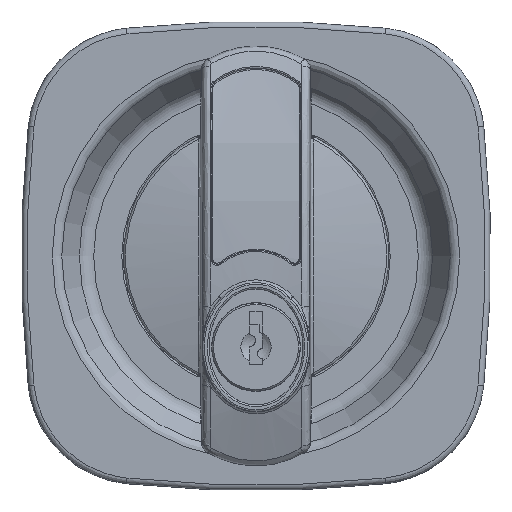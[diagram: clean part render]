
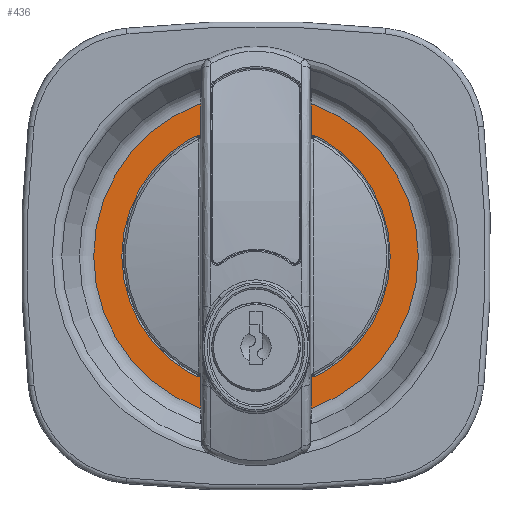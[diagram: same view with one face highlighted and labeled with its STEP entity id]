
A CAD part, top view. The second image highlights one B-rep face of the part: STEP entity #436.
In plain terms, the highlighted planar face has unit normal (0, 0, 1).
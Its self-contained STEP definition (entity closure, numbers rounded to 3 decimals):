
#436=ADVANCED_FACE('',(#1461,#1462),#1463,.T.);
#1461=FACE_BOUND('',#4281,.T.);
#1462=FACE_OUTER_BOUND('',#4282,.T.);
#1463=PLANE('',#4283);
#4281=EDGE_LOOP('',(#14636));
#4282=EDGE_LOOP('',(#14637));
#4283=AXIS2_PLACEMENT_3D('',#14638,#14639,#14640);
#14636=ORIENTED_EDGE('',*,*,#21229,.T.);
#14637=ORIENTED_EDGE('',*,*,#21340,.T.);
#14638=CARTESIAN_POINT('',(0.0,0.0,-5.0));
#14639=DIRECTION('',(0.0,0.0,1.0));
#14640=DIRECTION('',(1.0,0.0,0.0));
#21229=EDGE_CURVE('',#23871,#23871,#23872,.F.);
#21340=EDGE_CURVE('',#24061,#24061,#24062,.T.);
#23871=VERTEX_POINT('',#29032);
#23872=CIRCLE('',#29033,24.295);
#24061=VERTEX_POINT('',#29466);
#24062=CIRCLE('',#29467,29.381);
#29032=CARTESIAN_POINT('',(24.295,0.,-5.0));
#29033=AXIS2_PLACEMENT_3D('',#39579,#39580,#39581);
#29466=CARTESIAN_POINT('',(29.381,0.0,-5.0));
#29467=AXIS2_PLACEMENT_3D('',#39735,#39736,#39737);
#39579=CARTESIAN_POINT('',(0.,0.0,-5.0));
#39580=DIRECTION('',(0.0,0.0,1.0));
#39581=DIRECTION('',(1.0,0.0,0.0));
#39735=CARTESIAN_POINT('',(0.0,0.0,-5.0));
#39736=DIRECTION('',(0.0,0.0,1.0));
#39737=DIRECTION('',(1.0,0.0,0.0));
